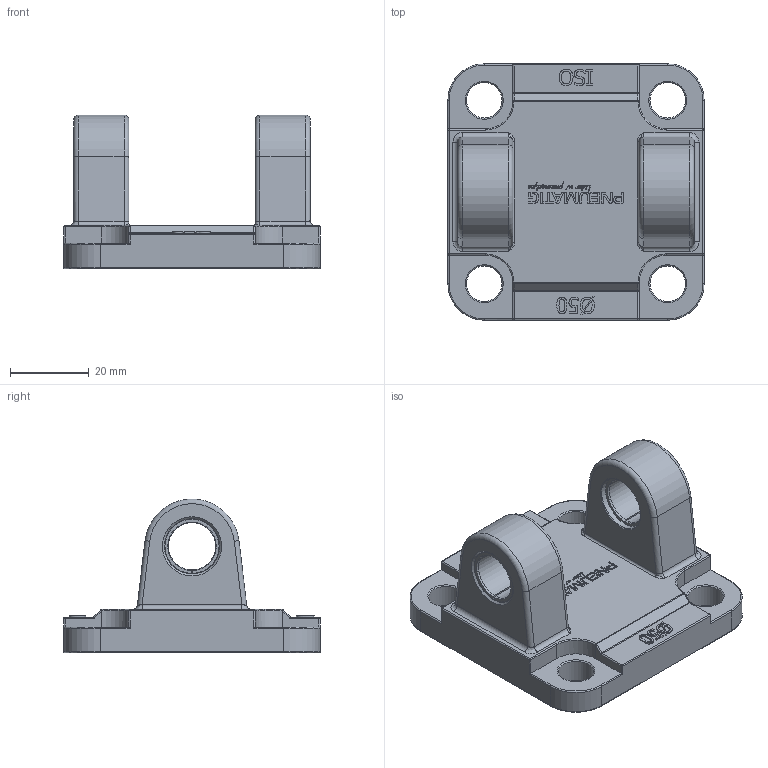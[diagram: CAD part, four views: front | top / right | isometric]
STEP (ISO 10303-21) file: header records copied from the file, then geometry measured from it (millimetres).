
FILE_DESCRIPTION(/* description */ (''),/* implementation_level */ '2;1');
FILE_NAME(/* name */ 'C-SF-50.stp',/* time_stamp */ '2015-11-16T12:32:01+01:00',/* author */ (''),/* organization */ (''),/* preprocessor_version */ 'ST-DEVELOPER v15.2',/* originating_system */ 'Autodesk Translator Framework v2.0.0.5431',/* authorisation */ '');
FILE_SCHEMA (('AUTOMOTIVE_DESIGN { 1 0 10303 214 3 1 1 }'));
Length unit declared in the file: centimetre
Products named in the file (1): (Unsaved)
Bounding box: 65 x 65 x 38.96 mm (x, y, z)
Volume: 46829.6 mm3; surface area: 15993.4 mm2
Topology: 1 solids, 1 shells, 1097 faces, 2988 edges, 1921 vertices
Faces by surface type: bspline 720, plane 245, cylinder 75, torus 24, cone 21, sphere 12
Full cylindrical faces by diameter (mm): 9 x4, 14 x2, 40 x1
Entity records: 40698 total; most frequent: CARTESIAN_POINT 18021, ORIENTED_EDGE 5936, EDGE_CURVE 2948, DIRECTION 2483, VERTEX_POINT 1913, B_SPLINE_CURVE_WITH_KNOTS 1432, LINE 1305, VECTOR 1305
